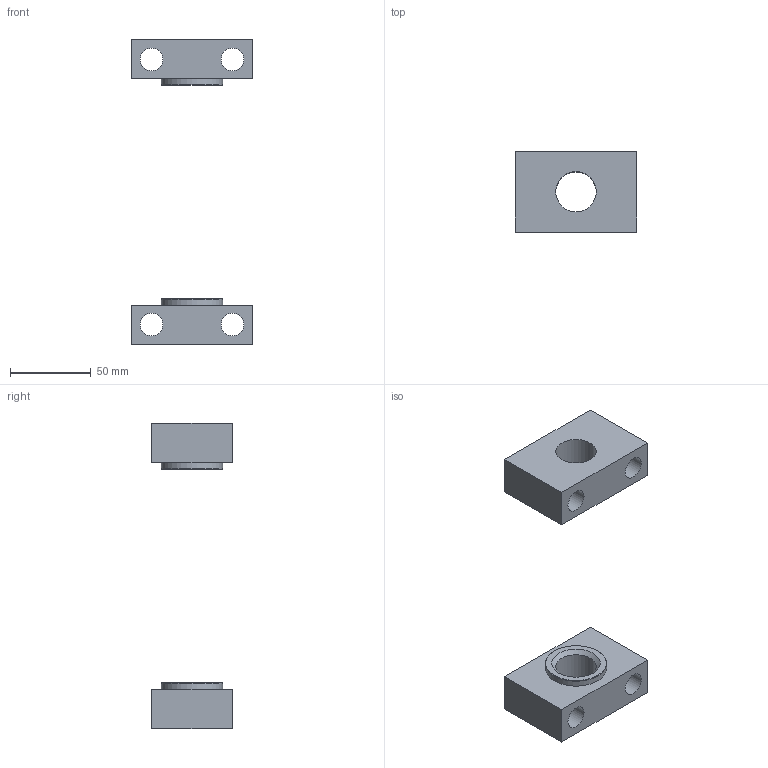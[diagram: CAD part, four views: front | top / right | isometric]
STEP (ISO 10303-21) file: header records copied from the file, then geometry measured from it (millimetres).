
FILE_DESCRIPTION(/* description */ ('STEP AP214'),/* implementation_level */ '2;1');
FILE_NAME(/* name */ '32962_LNZG-100_125',/* time_stamp */ '2024-08-23T08:58:44+02:00',/* author */ ('License CC BY-ND 4.0'),/* organization */ ('CADENAS'),/* preprocessor_version */ 'ST-DEVELOPER v19.3',/* originating_system */ 'PARTsolutions',/* authorisation */ ' ');
FILE_SCHEMA (('AUTOMOTIVE_DESIGN {1 0 10303 214 3 1 1}'));
Length unit declared in the file: millimetre
Products named in the file (2): 32962 LNZG-100/125---(100); 32962 LNZG-100/125---(100SP)
Assembly tree (2 placements, depth 2):
  32962 LNZG-100/125---(100)
    32962 LNZG-100/125---(100SP)  x2
Bounding box: 75 x 50 x 189 mm (x, y, z)
Volume: 125183.1 mm3; surface area: 38975.8 mm2
Topology: 2 solids, 2 shells, 38 faces, 78 edges, 50 vertices
Faces by surface type: plane 18, cylinder 12, cone 8
Full cylindrical faces by diameter (mm): 14 x4, 20 x4, 25 x2, 38 x2
Entity records: 515 total; most frequent: DIRECTION 88, CARTESIAN_POINT 74, ORIENTED_EDGE 56, EDGE_LOOP 38, FACE_BOUND 38, AXIS2_PLACEMENT_3D 38, EDGE_CURVE 28, VERTEX_POINT 24
